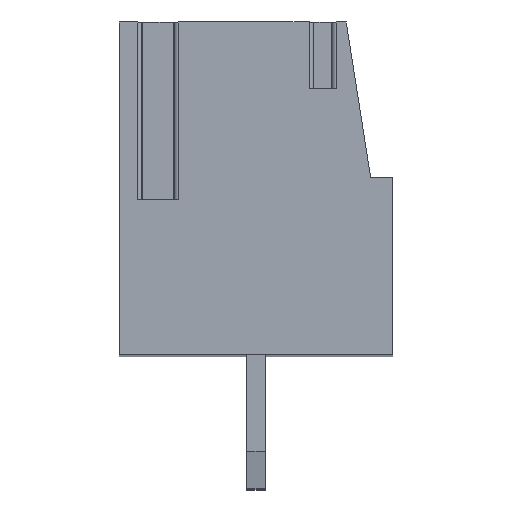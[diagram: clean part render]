
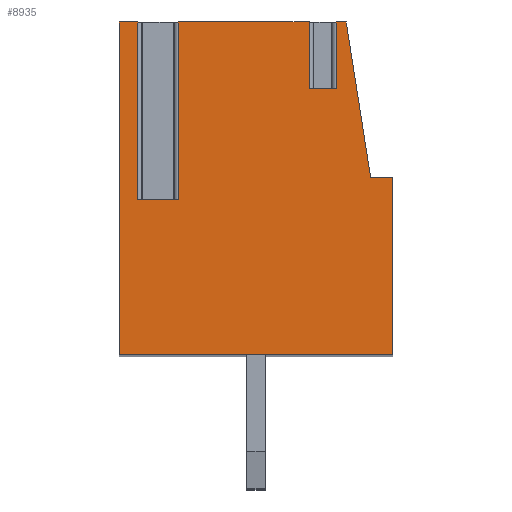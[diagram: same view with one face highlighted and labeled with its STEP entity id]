
A CAD part, top view. The second image highlights one B-rep face of the part: STEP entity #8935.
In plain terms, the highlighted planar face has unit normal (0, 0, 1).
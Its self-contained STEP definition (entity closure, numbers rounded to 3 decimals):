
#2537=DIRECTION('',(0.,1.,0.));
#2538=VECTOR('',#2537,1.8);
#2539=CARTESIAN_POINT('',(1.436,2.4,1.75));
#2540=LINE('',#2539,#2538);
#2541=DIRECTION('',(0.,1.,0.));
#2542=VECTOR('',#2541,1.8);
#2543=CARTESIAN_POINT('',(2.164,2.4,1.75));
#2544=LINE('',#2543,#2542);
#2545=DIRECTION('',(-1.,0.,0.));
#2546=VECTOR('',#2545,0.276);
#2547=CARTESIAN_POINT('',(2.44,4.2,1.75));
#2548=LINE('',#2547,#2546);
#2549=DIRECTION('',(-0.155,0.988,0.));
#2550=VECTOR('',#2549,4.252);
#2551=CARTESIAN_POINT('',(3.1,0.,1.75));
#2552=LINE('',#2551,#2550);
#2553=DIRECTION('',(-1.,0.,0.));
#2554=VECTOR('',#2553,0.6);
#2555=CARTESIAN_POINT('',(3.7,0.,1.75));
#2556=LINE('',#2555,#2554);
#2557=DIRECTION('',(0.,1.,0.));
#2558=VECTOR('',#2557,4.8);
#2559=CARTESIAN_POINT('',(3.7,-4.8,1.75));
#2560=LINE('',#2559,#2558);
#2561=DIRECTION('',(1.,0.,0.));
#2562=VECTOR('',#2561,7.4);
#2563=CARTESIAN_POINT('',(-3.7,-4.8,1.75));
#2564=LINE('',#2563,#2562);
#2565=DIRECTION('',(0.,-1.,0.));
#2566=VECTOR('',#2565,9.);
#2567=CARTESIAN_POINT('',(-3.7,4.2,1.75));
#2568=LINE('',#2567,#2566);
#2569=DIRECTION('',(-1.,0.,0.));
#2570=VECTOR('',#2569,0.504);
#2571=CARTESIAN_POINT('',(-3.196,4.2,1.75));
#2572=LINE('',#2571,#2570);
#2573=DIRECTION('',(0.,1.,0.));
#2574=VECTOR('',#2573,4.8);
#2575=CARTESIAN_POINT('',(-3.196,-0.6,1.75));
#2576=LINE('',#2575,#2574);
#2577=DIRECTION('',(-1.,0.,0.));
#2578=VECTOR('',#2577,1.093);
#2579=CARTESIAN_POINT('',(-2.104,-0.6,1.75));
#2580=LINE('',#2579,#2578);
#2581=DIRECTION('',(0.,1.,0.));
#2582=VECTOR('',#2581,4.8);
#2583=CARTESIAN_POINT('',(-2.104,-0.6,1.75));
#2584=LINE('',#2583,#2582);
#2585=DIRECTION('',(-1.,0.,0.));
#2586=VECTOR('',#2585,3.54);
#2587=CARTESIAN_POINT('',(1.436,4.2,1.75));
#2588=LINE('',#2587,#2586);
#2598=DIRECTION('',(1.,0.,0.));
#2599=VECTOR('',#2598,0.728);
#2600=CARTESIAN_POINT('',(1.436,2.4,1.75));
#2601=LINE('',#2600,#2599);
#4205=CARTESIAN_POINT('',(3.7,0.,1.75));
#4206=CARTESIAN_POINT('',(3.1,0.,1.75));
#4207=VERTEX_POINT('',#4205);
#4208=VERTEX_POINT('',#4206);
#4209=CARTESIAN_POINT('',(2.44,4.2,1.75));
#4210=VERTEX_POINT('',#4209);
#4211=CARTESIAN_POINT('',(-3.7,4.2,1.75));
#4212=CARTESIAN_POINT('',(-3.7,-4.8,1.75));
#4213=VERTEX_POINT('',#4211);
#4214=VERTEX_POINT('',#4212);
#4215=CARTESIAN_POINT('',(3.7,-4.8,1.75));
#4216=VERTEX_POINT('',#4215);
#4225=CARTESIAN_POINT('',(-2.104,-0.6,1.75));
#4226=CARTESIAN_POINT('',(-3.196,-0.6,1.75));
#4227=VERTEX_POINT('',#4225);
#4228=VERTEX_POINT('',#4226);
#4229=CARTESIAN_POINT('',(-3.196,4.2,1.75));
#4230=VERTEX_POINT('',#4229);
#4231=CARTESIAN_POINT('',(-2.104,4.2,1.75));
#4232=VERTEX_POINT('',#4231);
#4237=CARTESIAN_POINT('',(1.436,4.2,1.75));
#4238=VERTEX_POINT('',#4237);
#4240=CARTESIAN_POINT('',(2.164,4.2,1.75));
#4242=VERTEX_POINT('',#4240);
#4305=CARTESIAN_POINT('',(1.436,2.4,1.75));
#4306=VERTEX_POINT('',#4305);
#4308=CARTESIAN_POINT('',(2.164,2.4,1.75));
#4310=VERTEX_POINT('',#4308);
#8904=CARTESIAN_POINT('',(0.,0.,1.75));
#8905=DIRECTION('',(0.,0.,1.));
#8906=DIRECTION('',(1.,0.,0.));
#8907=AXIS2_PLACEMENT_3D('',#8904,#8905,#8906);
#8908=PLANE('',#8907);
#8910=ORIENTED_EDGE('',*,*,#8909,.F.);
#8912=ORIENTED_EDGE('',*,*,#8911,.T.);
#8914=ORIENTED_EDGE('',*,*,#8913,.T.);
#8915=ORIENTED_EDGE('',*,*,#5554,.F.);
#8917=ORIENTED_EDGE('',*,*,#8916,.F.);
#8919=ORIENTED_EDGE('',*,*,#8918,.F.);
#8921=ORIENTED_EDGE('',*,*,#8920,.F.);
#8923=ORIENTED_EDGE('',*,*,#8922,.F.);
#8924=ORIENTED_EDGE('',*,*,#8512,.F.);
#8925=ORIENTED_EDGE('',*,*,#5578,.F.);
#8927=ORIENTED_EDGE('',*,*,#8926,.F.);
#8929=ORIENTED_EDGE('',*,*,#8928,.F.);
#8931=ORIENTED_EDGE('',*,*,#8930,.T.);
#8932=ORIENTED_EDGE('',*,*,#5566,.F.);
#8933=EDGE_LOOP('',(#8910,#8912,#8914,#8915,#8917,#8919,#8921,#8923,#8924,#8925,
#8927,#8929,#8931,#8932));
#8934=FACE_OUTER_BOUND('',#8933,.F.);
#5554=EDGE_CURVE('',#4210,#4242,#2548,.T.);
#5566=EDGE_CURVE('',#4238,#4232,#2588,.T.);
#5578=EDGE_CURVE('',#4230,#4213,#2572,.T.);
#8512=EDGE_CURVE('',#4213,#4214,#2568,.T.);
#8909=EDGE_CURVE('',#4306,#4238,#2540,.T.);
#8911=EDGE_CURVE('',#4306,#4310,#2601,.T.);
#8913=EDGE_CURVE('',#4310,#4242,#2544,.T.);
#8916=EDGE_CURVE('',#4208,#4210,#2552,.T.);
#8918=EDGE_CURVE('',#4207,#4208,#2556,.T.);
#8920=EDGE_CURVE('',#4216,#4207,#2560,.T.);
#8922=EDGE_CURVE('',#4214,#4216,#2564,.T.);
#8926=EDGE_CURVE('',#4228,#4230,#2576,.T.);
#8928=EDGE_CURVE('',#4227,#4228,#2580,.T.);
#8930=EDGE_CURVE('',#4227,#4232,#2584,.T.);
#8935=ADVANCED_FACE('',(#8934),#8908,.T.);
